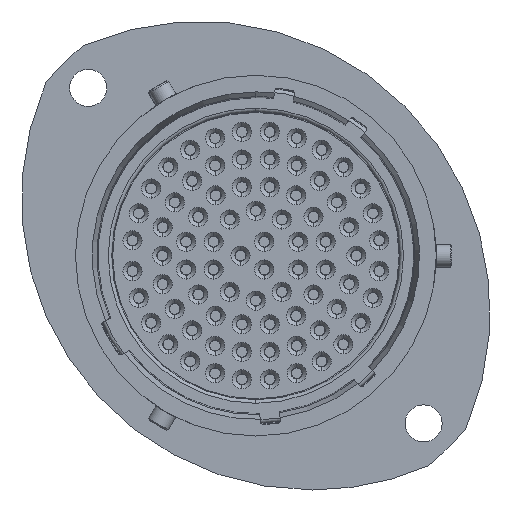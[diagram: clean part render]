
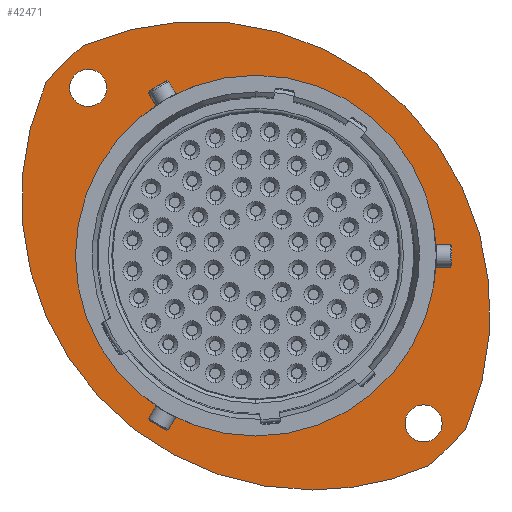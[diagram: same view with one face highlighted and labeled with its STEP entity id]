
A CAD part, left-side view. The second image highlights one B-rep face of the part: STEP entity #42471.
In plain terms, the highlighted planar face has unit normal (-1, 0, 0).
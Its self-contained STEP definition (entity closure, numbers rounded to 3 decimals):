
#1535 = CARTESIAN_POINT ( 'NONE',  ( 4.955, -10.512, -15.104 ) ) ;
#2725 = DIRECTION ( 'NONE',  ( -1., 0., 0. ) ) ;
#4061 = CARTESIAN_POINT ( 'NONE',  ( 4.955, -6.797, -14.665 ) ) ;
#4389 = EDGE_CURVE ( 'NONE', #45014, #20559, #80231, .T. ) ;
#6034 = EDGE_CURVE ( 'NONE', #36135, #22842, #10731, .T. ) ;
#6725 = EDGE_LOOP ( 'NONE', ( #67043, #34650 ) ) ;
#9129 = EDGE_CURVE ( 'NONE', #20559, #47273, #58118, .T. ) ;
#9234 = DIRECTION ( 'NONE',  ( 0., 0., -1. ) ) ;
#9341 = DIRECTION ( 'NONE',  ( -1., 0., 0. ) ) ;
#9523 = CARTESIAN_POINT ( 'NONE',  ( 4.955, 2.961, 4.992 ) ) ;
#10731 = CIRCLE ( 'NONE', #78039, 15.82 ) ;
#11877 = VERTEX_POINT ( 'NONE', #60355 ) ;
#12150 = CIRCLE ( 'NONE', #32771, 15.82 ) ;
#12528 = CIRCLE ( 'NONE', #83718, 25.5 ) ;
#12860 = CARTESIAN_POINT ( 'NONE',  ( 4.955, 23.057, 18.465 ) ) ;
#12926 = CIRCLE ( 'NONE', #23228, 1.625 ) ;
#13000 = EDGE_CURVE ( 'NONE', #22842, #36135, #12150, .T. ) ;
#13718 = EDGE_LOOP ( 'NONE', ( #43533, #84571 ) ) ;
#15133 = DIRECTION ( 'NONE',  ( 0., 0., -1. ) ) ;
#16314 = CARTESIAN_POINT ( 'NONE',  ( 4.955, 7.911, 0.042 ) ) ;
#17676 = EDGE_LOOP ( 'NONE', ( #46016, #71587, #31431, #24394, #57201 ) ) ;
#20559 = VERTEX_POINT ( 'NONE', #12860 ) ;
#21150 = CIRCLE ( 'NONE', #76257, 23.85 ) ;
#22266 = CARTESIAN_POINT ( 'NONE',  ( 4.955, 7.911, 0.042 ) ) ;
#22842 = VERTEX_POINT ( 'NONE', #32208 ) ;
#23143 = DIRECTION ( 'NONE',  ( 0., 0., 1. ) ) ;
#23228 = AXIS2_PLACEMENT_3D ( 'NONE', #54103, #27310, #74282 ) ;
#24394 = ORIENTED_EDGE ( 'NONE', *, *, #4389, .T. ) ;
#24663 = DIRECTION ( 'NONE',  ( 0., 0., -1. ) ) ;
#26007 = CARTESIAN_POINT ( 'NONE',  ( 4.955, 26.333, 15.189 ) ) ;
#27310 = DIRECTION ( 'NONE',  ( -1., 0., 0. ) ) ;
#28879 = PLANE ( 'NONE',  #57675 ) ;
#28950 = EDGE_LOOP ( 'NONE', ( #85311, #41532 ) ) ;
#31431 = ORIENTED_EDGE ( 'NONE', *, *, #43603, .T. ) ;
#31874 = VERTEX_POINT ( 'NONE', #53721 ) ;
#32109 = DIRECTION ( 'NONE',  ( 0., 0., -1. ) ) ;
#32208 = CARTESIAN_POINT ( 'NONE',  ( 4.955, 7.911, 15.862 ) ) ;
#32771 = AXIS2_PLACEMENT_3D ( 'NONE', #22266, #9341, #23143 ) ;
#34216 = CARTESIAN_POINT ( 'NONE',  ( 4.955, 7.911, -15.778 ) ) ;
#34245 = CARTESIAN_POINT ( 'NONE',  ( 4.955, 12.86, -4.907 ) ) ;
#34650 = ORIENTED_EDGE ( 'NONE', *, *, #6034, .F. ) ;
#35287 = FACE_BOUND ( 'NONE', #28950, .T. ) ;
#35358 = CIRCLE ( 'NONE', #52983, 1.625 ) ;
#35400 = DIRECTION ( 'NONE',  ( -1., 0., 0. ) ) ;
#36135 = VERTEX_POINT ( 'NONE', #34216 ) ;
#36308 = EDGE_CURVE ( 'NONE', #47273, #51578, #12528, .T. ) ;
#36525 = CARTESIAN_POINT ( 'NONE',  ( 4.955, 22.618, 13.125 ) ) ;
#37448 = CARTESIAN_POINT ( 'NONE',  ( 4.955, 22.618, 14.75 ) ) ;
#38931 = CARTESIAN_POINT ( 'NONE',  ( 4.955, 7.911, 0.042 ) ) ;
#39034 = CARTESIAN_POINT ( 'NONE',  ( 4.955, -6.797, -13.04 ) ) ;
#39472 = DIRECTION ( 'NONE',  ( -1., 0., 0. ) ) ;
#41532 = ORIENTED_EDGE ( 'NONE', *, *, #45515, .F. ) ;
#42047 = DIRECTION ( 'NONE',  ( 0., 0., 1. ) ) ;
#42164 = AXIS2_PLACEMENT_3D ( 'NONE', #16314, #43332, #56296 ) ;
#42224 = CARTESIAN_POINT ( 'NONE',  ( 4.955, -6.797, -14.665 ) ) ;
#42471 = ADVANCED_FACE ( 'NONE', ( #35287, #75158, #53191, #59471 ), #28879, .F. ) ;
#42601 = EDGE_CURVE ( 'NONE', #86622, #44383, #44744, .T. ) ;
#43021 = DIRECTION ( 'NONE',  ( 0., 0., -1. ) ) ;
#43332 = DIRECTION ( 'NONE',  ( -1., 0., 0. ) ) ;
#43533 = ORIENTED_EDGE ( 'NONE', *, *, #66726, .F. ) ;
#43603 = EDGE_CURVE ( 'NONE', #11877, #45014, #21150, .T. ) ;
#44383 = VERTEX_POINT ( 'NONE', #53754 ) ;
#44744 = CIRCLE ( 'NONE', #50365, 1.625 ) ;
#45014 = VERTEX_POINT ( 'NONE', #1535 ) ;
#45515 = EDGE_CURVE ( 'NONE', #44383, #86622, #12926, .T. ) ;
#45877 = VERTEX_POINT ( 'NONE', #39034 ) ;
#46016 = ORIENTED_EDGE ( 'NONE', *, *, #36308, .T. ) ;
#47273 = VERTEX_POINT ( 'NONE', #26007 ) ;
#48681 = DIRECTION ( 'NONE',  ( -1., 0., 0. ) ) ;
#49192 = DIRECTION ( 'NONE',  ( 1., 0., 0. ) ) ;
#50365 = AXIS2_PLACEMENT_3D ( 'NONE', #37448, #84369, #43021 ) ;
#51578 = VERTEX_POINT ( 'NONE', #60010 ) ;
#52121 = CARTESIAN_POINT ( 'NONE',  ( 4.955, 2.961, 4.992 ) ) ;
#52129 = DIRECTION ( 'NONE',  ( 0., 0., 1. ) ) ;
#52983 = AXIS2_PLACEMENT_3D ( 'NONE', #42224, #48681, #67749 ) ;
#53191 = FACE_BOUND ( 'NONE', #6725, .T. ) ;
#53721 = CARTESIAN_POINT ( 'NONE',  ( 4.955, -6.797, -16.29 ) ) ;
#53754 = CARTESIAN_POINT ( 'NONE',  ( 4.955, 22.618, 16.375 ) ) ;
#54103 = CARTESIAN_POINT ( 'NONE',  ( 4.955, 22.618, 14.75 ) ) ;
#55390 = CARTESIAN_POINT ( 'NONE',  ( 4.955, 23.731, 0.042 ) ) ;
#56296 = DIRECTION ( 'NONE',  ( 0., 0., 1. ) ) ;
#56450 = DIRECTION ( 'NONE',  ( -1., 0., 0. ) ) ;
#57201 = ORIENTED_EDGE ( 'NONE', *, *, #9129, .T. ) ;
#57675 = AXIS2_PLACEMENT_3D ( 'NONE', #55390, #49192, #15133 ) ;
#58118 = CIRCLE ( 'NONE', #42164, 23.85 ) ;
#58306 = CIRCLE ( 'NONE', #63463, 1.625 ) ;
#59471 = FACE_OUTER_BOUND ( 'NONE', #17676, .T. ) ;
#60010 = CARTESIAN_POINT ( 'NONE',  ( 4.955, 2.961, -20.508 ) ) ;
#60355 = CARTESIAN_POINT ( 'NONE',  ( 4.955, -7.236, -18.38 ) ) ;
#61781 = CIRCLE ( 'NONE', #79853, 25.5 ) ;
#62084 = DIRECTION ( 'NONE',  ( 0., 0., -1. ) ) ;
#63463 = AXIS2_PLACEMENT_3D ( 'NONE', #4061, #71636, #24663 ) ;
#64099 = EDGE_CURVE ( 'NONE', #51578, #11877, #61781, .T. ) ;
#64959 = DIRECTION ( 'NONE',  ( -1., 0., 0. ) ) ;
#66726 = EDGE_CURVE ( 'NONE', #31874, #45877, #58306, .T. ) ;
#67043 = ORIENTED_EDGE ( 'NONE', *, *, #13000, .F. ) ;
#67749 = DIRECTION ( 'NONE',  ( 0., 0., -1. ) ) ;
#71587 = ORIENTED_EDGE ( 'NONE', *, *, #64099, .T. ) ;
#71636 = DIRECTION ( 'NONE',  ( -1., 0., 0. ) ) ;
#74282 = DIRECTION ( 'NONE',  ( 0., 0., -1. ) ) ;
#75158 = FACE_BOUND ( 'NONE', #13718, .T. ) ;
#76257 = AXIS2_PLACEMENT_3D ( 'NONE', #38931, #64959, #52129 ) ;
#77197 = EDGE_CURVE ( 'NONE', #45877, #31874, #35358, .T. ) ;
#78039 = AXIS2_PLACEMENT_3D ( 'NONE', #82212, #56450, #42047 ) ;
#79473 = AXIS2_PLACEMENT_3D ( 'NONE', #34245, #35400, #62084 ) ;
#79853 = AXIS2_PLACEMENT_3D ( 'NONE', #52121, #39472, #32109 ) ;
#80231 = CIRCLE ( 'NONE', #79473, 25.5 ) ;
#82212 = CARTESIAN_POINT ( 'NONE',  ( 4.955, 7.911, 0.042 ) ) ;
#83718 = AXIS2_PLACEMENT_3D ( 'NONE', #9523, #2725, #9234 ) ;
#84369 = DIRECTION ( 'NONE',  ( -1., 0., 0. ) ) ;
#84571 = ORIENTED_EDGE ( 'NONE', *, *, #77197, .F. ) ;
#85311 = ORIENTED_EDGE ( 'NONE', *, *, #42601, .F. ) ;
#86622 = VERTEX_POINT ( 'NONE', #36525 ) ;
